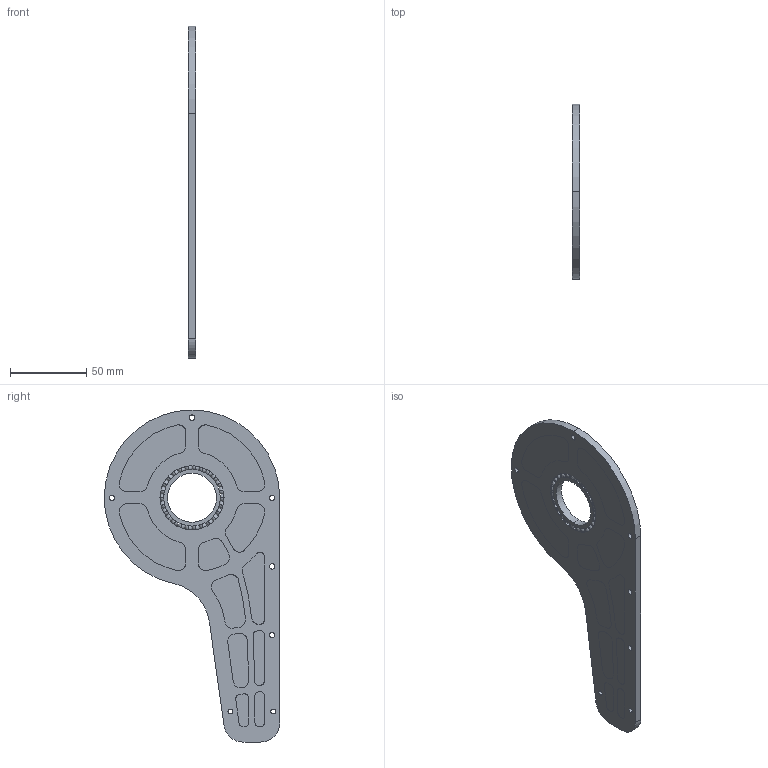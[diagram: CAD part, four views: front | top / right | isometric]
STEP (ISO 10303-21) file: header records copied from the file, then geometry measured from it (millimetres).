
FILE_DESCRIPTION (( 'STEP AP214' ), '1' );
FILE_NAME ('Spool Mount Left.STEP', '2025-03-09T06:19:36', ( '' ), ( '' ), 'SwSTEP 2.0', 'SolidWorks 2022', '' );
FILE_SCHEMA (( 'AUTOMOTIVE_DESIGN' ));
Length unit declared in the file: millimetre
Products named in the file (1): Spool Mount Left
Bounding box: 5 x 114.99 x 217.5 mm (x, y, z)
Volume: 71863.5 mm3; surface area: 45894.1 mm2
Topology: 39 solids, 39 shells, 314 faces, 874 edges, 586 vertices
Faces by surface type: cylinder 157, plane 77, sphere 52, bspline 16, torus 6, cone 6
Entity records: 9940 total; most frequent: CARTESIAN_POINT 1887, DIRECTION 1690, ORIENTED_EDGE 1488, EDGE_CURVE 744, AXIS2_PLACEMENT_3D 679, VERTEX_POINT 508, CIRCLE 380, EDGE_LOOP 354
